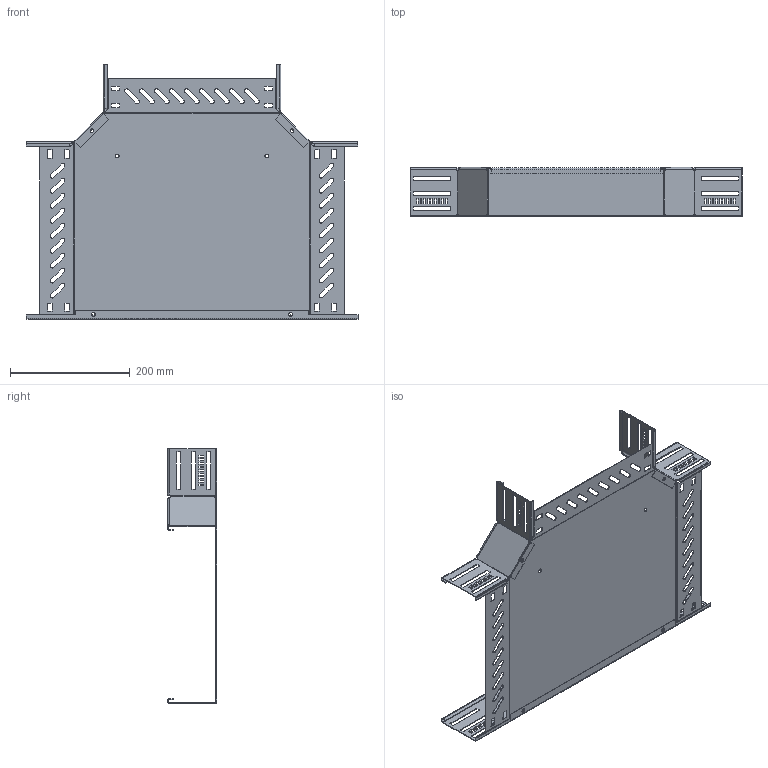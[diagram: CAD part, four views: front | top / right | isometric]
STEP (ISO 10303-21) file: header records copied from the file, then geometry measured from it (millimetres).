
FILE_DESCRIPTION (( 'STEP AP214' ), '1' );
FILE_NAME ('6038216.STEP', '2024-10-25T14:11:01', ( '' ), ( '' ), 'SwSTEP 2.0', 'SolidWorks 2024', '' );
FILE_SCHEMA (( 'AUTOMOTIVE_DESIGN' ));
Length unit declared in the file: millimetre
Products named in the file (4): 172072_300; 167655_85x90°; 181473_300; 6038216
Assembly tree (4 placements, depth 2):
  6038216
    172072_300
    167655_85x90°  x2
    181473_300
Bounding box: 554 x 82 x 424.99 mm (x, y, z)
Volume: 291505.3 mm3; surface area: 548546.5 mm2
Topology: 4 solids, 4 shells, 849 faces, 2379 edges, 1538 vertices
Faces by surface type: plane 560, cylinder 273, bspline 16
Entity records: 21780 total; most frequent: CARTESIAN_POINT 4219, ORIENTED_EDGE 3686, DIRECTION 3485, EDGE_CURVE 1843, LINE 1341, VECTOR 1341, VERTEX_POINT 1202, AXIS2_PLACEMENT_3D 1072
